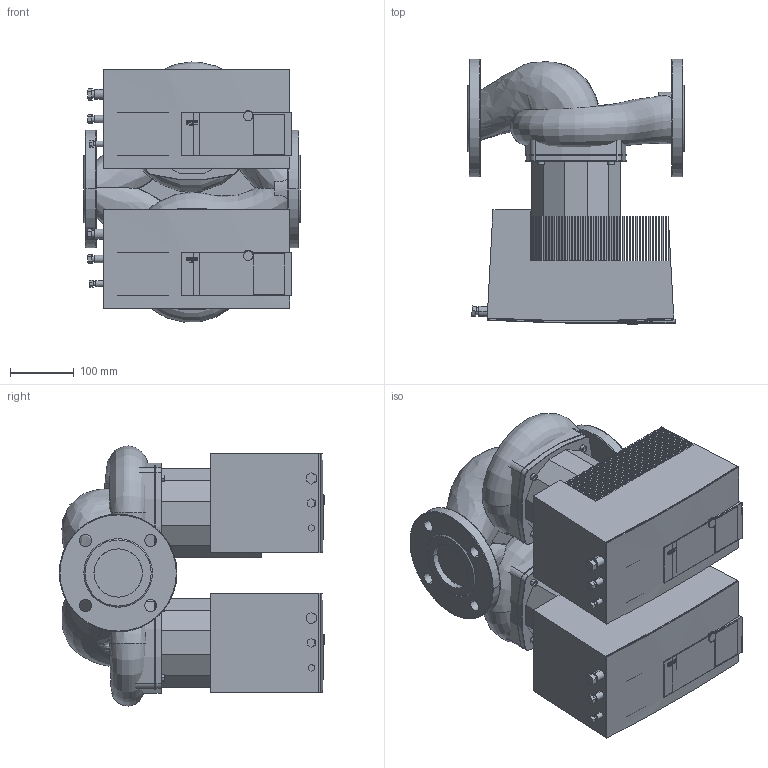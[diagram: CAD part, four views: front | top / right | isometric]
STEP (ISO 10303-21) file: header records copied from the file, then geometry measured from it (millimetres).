
FILE_DESCRIPTION((''),'2;1');
FILE_NAME('3d_Stratos-D65_1-12-PN16-2097597.stp','2017-09-28T12:37:54',(''),(''),'Mechanical Desktop 2009','Mechanical Desktop 2009',', , ');
FILE_SCHEMA(('CONFIG_CONTROL_DESIGN'));
Length unit declared in the file: millimetre
Products named in the file (1): Product
Bounding box: 340 x 417.5 x 409.27 mm (x, y, z)
Volume: 26383794.4 mm3; surface area: 3406949.6 mm2
Topology: 31 solids, 31 shells, 900 faces, 2480 edges, 1684 vertices
Faces by surface type: plane 612, bspline 145, cylinder 105, cone 34, torus 4
Full cylindrical faces by diameter (mm): 81.1 x1
Entity records: 42912 total; most frequent: CARTESIAN_POINT 20204, ORIENTED_EDGE 4954, DIRECTION 4164, EDGE_CURVE 2477, VECTOR 1986, LINE 1986, VERTEX_POINT 1682, AXIS2_PLACEMENT_3D 1089
